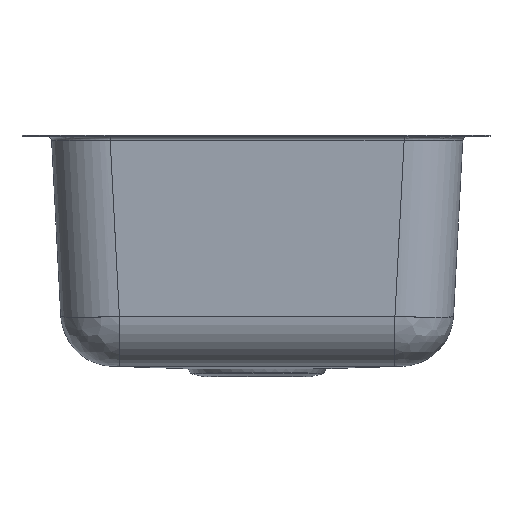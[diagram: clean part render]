
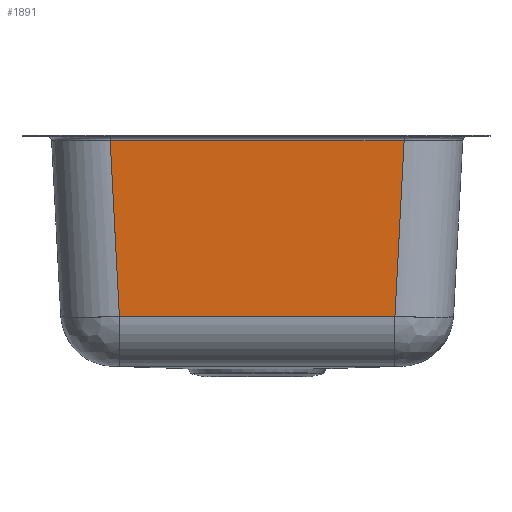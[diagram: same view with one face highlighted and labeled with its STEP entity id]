
A CAD part, front view. The second image highlights one B-rep face of the part: STEP entity #1891.
In plain terms, the highlighted planar face has unit normal (0, -0.999, -0.052).
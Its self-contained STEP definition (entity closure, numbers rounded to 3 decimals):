
#276 = DIRECTION ( 'NONE',  ( -1., 0., 0. ) ) ;
#288 = EDGE_CURVE ( 'NONE', #7288, #1083, #3620, .T. ) ;
#296 = LINE ( 'NONE', #3079, #2172 ) ;
#627 = VECTOR ( 'NONE', #276, 1000. ) ;
#876 = EDGE_CURVE ( 'NONE', #1145, #7288, #296, .T. ) ;
#1083 = VERTEX_POINT ( 'NONE', #7791 ) ;
#1145 = VERTEX_POINT ( 'NONE', #7920 ) ;
#1469 = FACE_OUTER_BOUND ( 'NONE', #2248, .T. ) ;
#1616 = EDGE_CURVE ( 'NONE', #1083, #7789, #7316, .T. ) ;
#1727 = ORIENTED_EDGE ( 'NONE', *, *, #876, .F. ) ;
#1891 = ADVANCED_FACE ( 'NONE', ( #1469 ), #4112, .F. ) ;
#2172 = VECTOR ( 'NONE', #6919, 1000. ) ;
#2248 = EDGE_LOOP ( 'NONE', ( #4613, #3098, #1727, #3705 ) ) ;
#2275 = CARTESIAN_POINT ( 'NONE',  ( -177., -195.752, 142.593 ) ) ;
#3079 = CARTESIAN_POINT ( 'NONE',  ( 129.205, -204.135, 302.55 ) ) ;
#3093 = LINE ( 'NONE', #5728, #7761 ) ;
#3098 = ORIENTED_EDGE ( 'NONE', *, *, #288, .F. ) ;
#3588 = DIRECTION ( 'NONE',  ( 0., 0.999, 0.052 ) ) ;
#3620 = LINE ( 'NONE', #2275, #627 ) ;
#3705 = ORIENTED_EDGE ( 'NONE', *, *, #5374, .F. ) ;
#4112 = PLANE ( 'NONE',  #8248 ) ;
#4316 = DIRECTION ( 'NONE',  ( 0., -0.052, 0.999 ) ) ;
#4613 = ORIENTED_EDGE ( 'NONE', *, *, #1616, .F. ) ;
#4793 = CARTESIAN_POINT ( 'NONE',  ( -127.205, -204.135, 302.55 ) ) ;
#5374 = EDGE_CURVE ( 'NONE', #7789, #1145, #3093, .T. ) ;
#5728 = CARTESIAN_POINT ( 'NONE',  ( -177., -203.75, 295.209 ) ) ;
#5756 = CARTESIAN_POINT ( 'NONE',  ( -126.82, -203.75, 295.209 ) ) ;
#6103 = CARTESIAN_POINT ( 'NONE',  ( -177., -203.999, 299.948 ) ) ;
#6463 = VECTOR ( 'NONE', #7442, 1000. ) ;
#6762 = DIRECTION ( 'NONE',  ( 1., 0., 0. ) ) ;
#6919 = DIRECTION ( 'NONE',  ( -0.052, 0.052, -0.997 ) ) ;
#7288 = VERTEX_POINT ( 'NONE', #8400 ) ;
#7316 = LINE ( 'NONE', #4793, #6463 ) ;
#7442 = DIRECTION ( 'NONE',  ( -0.052, -0.052, 0.997 ) ) ;
#7761 = VECTOR ( 'NONE', #6762, 1000. ) ;
#7789 = VERTEX_POINT ( 'NONE', #5756 ) ;
#7791 = CARTESIAN_POINT ( 'NONE',  ( -118.822, -195.752, 142.593 ) ) ;
#7920 = CARTESIAN_POINT ( 'NONE',  ( 128.82, -203.75, 295.209 ) ) ;
#8248 = AXIS2_PLACEMENT_3D ( 'NONE', #6103, #3588, #4316 ) ;
#8400 = CARTESIAN_POINT ( 'NONE',  ( 120.822, -195.752, 142.593 ) ) ;
